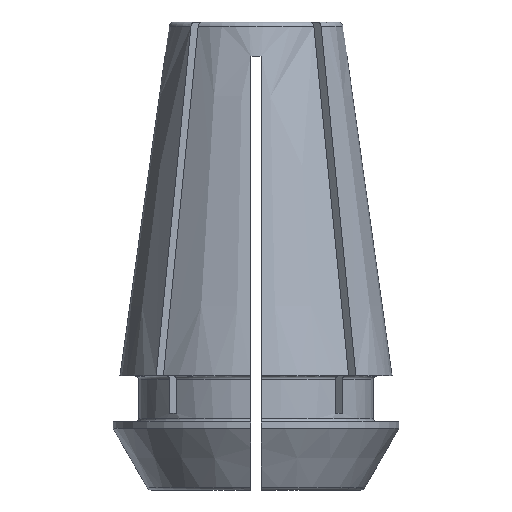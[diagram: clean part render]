
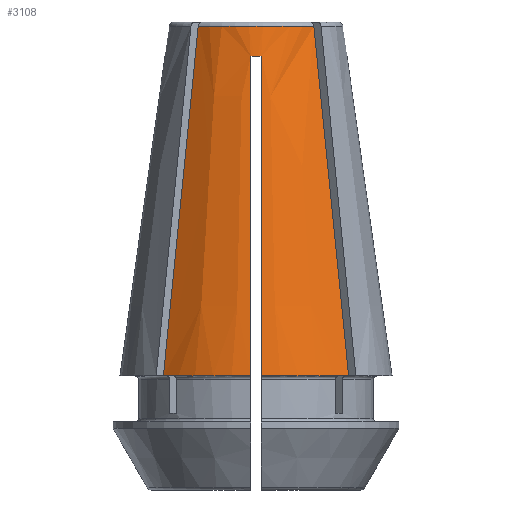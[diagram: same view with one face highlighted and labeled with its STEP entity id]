
A CAD part, front view. The second image highlights one B-rep face of the part: STEP entity #3108.
In plain terms, the highlighted conical face has half-angle 8 degrees and reference radius 5.077 mm.
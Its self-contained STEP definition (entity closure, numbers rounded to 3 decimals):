
#32=CONICAL_SURFACE('',#3434,5.077,0.14);
#164=B_SPLINE_CURVE_WITH_KNOTS('',3,(#5503,#5504,#5505,#5506,#5507,#5508,
#5509),.UNSPECIFIED.,.F.,.F.,(4,3,4),(0.,0.014,
0.021),.UNSPECIFIED.);
#165=B_SPLINE_CURVE_WITH_KNOTS('',3,(#5510,#5511,#5512,#5513,#5514,#5515,
#5516),.UNSPECIFIED.,.F.,.F.,(4,3,4),(0.,0.014,
0.021),.UNSPECIFIED.);
#166=B_SPLINE_CURVE_WITH_KNOTS('',3,(#5520,#5521,#5522,#5523,#5524,#5525,
#5526,#5527,#5528,#5529),.UNSPECIFIED.,.F.,.F.,(4,3,3,4),(0.008,
0.01,0.019,0.027),
 .UNSPECIFIED.);
#167=B_SPLINE_CURVE_WITH_KNOTS('',3,(#5530,#5531,#5532,#5533,#5534,#5535,
#5536,#5537,#5538,#5539),.UNSPECIFIED.,.F.,.F.,(4,3,3,4),(0.008,
0.01,0.019,0.027),
 .UNSPECIFIED.);
#256=CIRCLE('',#3216,5.358);
#379=CIRCLE('',#3432,5.113);
#381=CIRCLE('',#3435,8.);
#382=CIRCLE('',#3436,8.);
#977=ORIENTED_EDGE('',*,*,#1790,.T.);
#978=ORIENTED_EDGE('',*,*,#1791,.T.);
#979=ORIENTED_EDGE('',*,*,#1786,.F.);
#980=ORIENTED_EDGE('',*,*,#1792,.F.);
#981=ORIENTED_EDGE('',*,*,#1793,.T.);
#982=ORIENTED_EDGE('',*,*,#1794,.F.);
#983=ORIENTED_EDGE('',*,*,#1485,.F.);
#984=ORIENTED_EDGE('',*,*,#1795,.T.);
#1485=EDGE_CURVE('',#1970,#1971,#256,.T.);
#1786=EDGE_CURVE('',#2183,#2184,#379,.T.);
#1790=EDGE_CURVE('',#2187,#2188,#381,.T.);
#1791=EDGE_CURVE('',#2188,#2184,#164,.T.);
#1792=EDGE_CURVE('',#2189,#2183,#165,.T.);
#1793=EDGE_CURVE('',#2189,#2190,#382,.T.);
#1794=EDGE_CURVE('',#1971,#2190,#166,.T.);
#1795=EDGE_CURVE('',#1970,#2187,#167,.T.);
#1970=VERTEX_POINT('',#4647);
#1971=VERTEX_POINT('',#4649);
#2183=VERTEX_POINT('',#5486);
#2184=VERTEX_POINT('',#5487);
#2187=VERTEX_POINT('',#5501);
#2188=VERTEX_POINT('',#5502);
#2189=VERTEX_POINT('',#5517);
#2190=VERTEX_POINT('',#5519);
#2708=EDGE_LOOP('',(#977,#978,#979,#980,#981,#982,#983,#984));
#2872=FACE_BOUND('',#2708,.T.);
#3108=ADVANCED_FACE('',(#2872),#32,.T.);
#3216=AXIS2_PLACEMENT_3D('',#4648,#3651,#3652);
#3432=AXIS2_PLACEMENT_3D('',#5485,#4194,#4195);
#3434=AXIS2_PLACEMENT_3D('',#5499,#4198,#4199);
#3435=AXIS2_PLACEMENT_3D('',#5500,#4200,#4201);
#3436=AXIS2_PLACEMENT_3D('',#5518,#4202,#4203);
#3651=DIRECTION('',(0.,0.,-1.));
#3652=DIRECTION('',(-1.,0.,0.));
#4194=DIRECTION('',(0.,0.,1.));
#4195=DIRECTION('',(1.,0.,0.));
#4198=DIRECTION('',(0.,0.,-1.));
#4199=DIRECTION('',(-1.,0.,0.));
#4200=DIRECTION('',(0.,0.,1.));
#4201=DIRECTION('',(1.,0.,0.));
#4202=DIRECTION('',(0.,0.,1.));
#4203=DIRECTION('',(1.,0.,0.));
#4647=CARTESIAN_POINT('',(0.3,-5.349,25.7));
#4648=CARTESIAN_POINT('',(0.,0.,25.7));
#4649=CARTESIAN_POINT('',(-0.3,-5.349,25.7));
#5485=CARTESIAN_POINT('',(0.,0.,27.442));
#5486=CARTESIAN_POINT('',(-3.397,-3.821,27.442));
#5487=CARTESIAN_POINT('',(3.397,-3.821,27.442));
#5499=CARTESIAN_POINT('',(0.,0.,27.7));
#5500=CARTESIAN_POINT('',(0.,0.,6.9));
#5501=CARTESIAN_POINT('',(0.3,-7.994,6.9));
#5502=CARTESIAN_POINT('',(5.441,-5.865,6.9));
#5503=CARTESIAN_POINT('',(5.441,-5.865,6.9));
#5504=CARTESIAN_POINT('',(4.98,-5.404,11.536));
#5505=CARTESIAN_POINT('',(4.519,-4.943,16.172));
#5506=CARTESIAN_POINT('',(4.057,-4.482,20.808));
#5507=CARTESIAN_POINT('',(3.837,-4.262,23.019));
#5508=CARTESIAN_POINT('',(3.617,-4.041,25.231));
#5509=CARTESIAN_POINT('',(3.397,-3.821,27.442));
#5510=CARTESIAN_POINT('',(-5.441,-5.865,6.9));
#5511=CARTESIAN_POINT('',(-4.98,-5.404,11.536));
#5512=CARTESIAN_POINT('',(-4.519,-4.943,16.172));
#5513=CARTESIAN_POINT('',(-4.057,-4.482,20.808));
#5514=CARTESIAN_POINT('',(-3.837,-4.262,23.019));
#5515=CARTESIAN_POINT('',(-3.617,-4.041,25.231));
#5516=CARTESIAN_POINT('',(-3.397,-3.821,27.442));
#5517=CARTESIAN_POINT('',(-5.441,-5.865,6.9));
#5518=CARTESIAN_POINT('',(0.,0.,6.9));
#5519=CARTESIAN_POINT('',(-0.3,-7.994,6.9));
#5520=CARTESIAN_POINT('',(-0.3,-5.349,25.7));
#5521=CARTESIAN_POINT('',(-0.3,-5.41,25.271));
#5522=CARTESIAN_POINT('',(-0.3,-5.47,24.843));
#5523=CARTESIAN_POINT('',(-0.3,-5.53,24.414));
#5524=CARTESIAN_POINT('',(-0.3,-5.982,21.204));
#5525=CARTESIAN_POINT('',(-0.3,-6.434,17.995));
#5526=CARTESIAN_POINT('',(-0.3,-6.885,14.785));
#5527=CARTESIAN_POINT('',(-0.3,-7.255,12.157));
#5528=CARTESIAN_POINT('',(-0.3,-7.625,9.528));
#5529=CARTESIAN_POINT('',(-0.3,-7.994,6.9));
#5530=CARTESIAN_POINT('',(0.3,-5.349,25.7));
#5531=CARTESIAN_POINT('',(0.3,-5.41,25.271));
#5532=CARTESIAN_POINT('',(0.3,-5.47,24.843));
#5533=CARTESIAN_POINT('',(0.3,-5.53,24.414));
#5534=CARTESIAN_POINT('',(0.3,-5.982,21.204));
#5535=CARTESIAN_POINT('',(0.3,-6.434,17.995));
#5536=CARTESIAN_POINT('',(0.3,-6.885,14.785));
#5537=CARTESIAN_POINT('',(0.3,-7.255,12.157));
#5538=CARTESIAN_POINT('',(0.3,-7.625,9.528));
#5539=CARTESIAN_POINT('',(0.3,-7.994,6.9));
